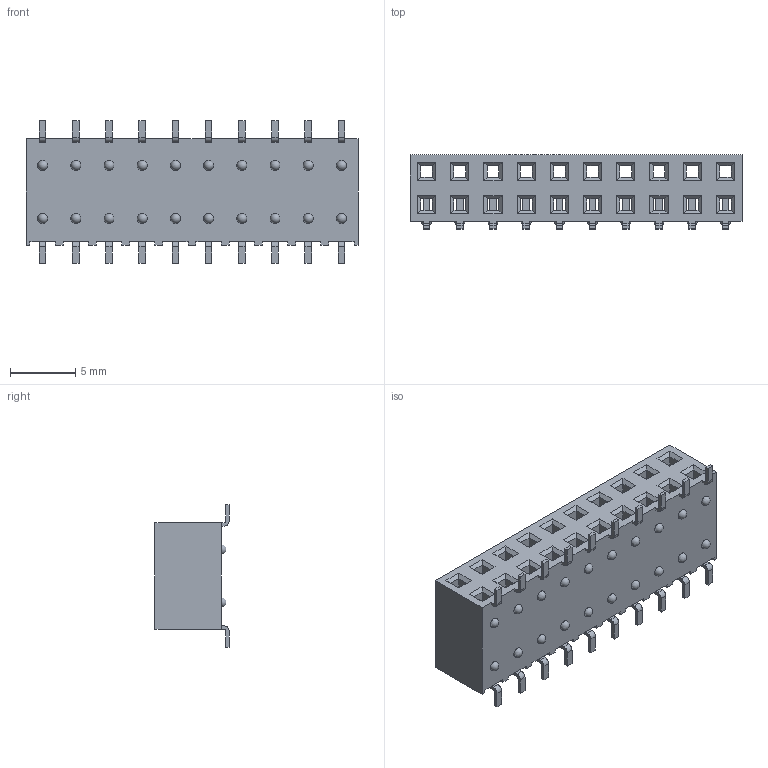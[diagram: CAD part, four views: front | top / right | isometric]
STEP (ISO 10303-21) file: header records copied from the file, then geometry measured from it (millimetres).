
FILE_DESCRIPTION(('STEP AP242'),'1');
FILE_NAME('ssm-110-l-dh.stp','2025-01-27T09:19:55',('TraceParts'),('TraceParts S.A.'),'Spatial InterOp 3D',' ',' ');
FILE_SCHEMA(('AP242_MANAGED_MODEL_BASED_3D_ENGINEERING_MIM_LF {1 0 10303 442 1 1 4}'));
Length unit declared in the file: millimetre
Products named in the file (1): ssm-110-l-dh
Bounding box: 25.4 x 5.66 x 10.92 mm (x, y, z)
Volume: 660.6 mm3; surface area: 1885.9 mm2
Topology: 1 solids, 1 shells, 626 faces, 1752 edges, 1128 vertices
Faces by surface type: plane 546, cylinder 60, sphere 20
Entity records: 24600 total; most frequent: CARTESIAN_POINT 3467, ORIENTED_EDGE 3424, DIRECTION 3126, EDGE_CURVE 1712, LINE 1552, VECTOR 1552, VERTEX_POINT 1128, AXIS2_PLACEMENT_3D 787
